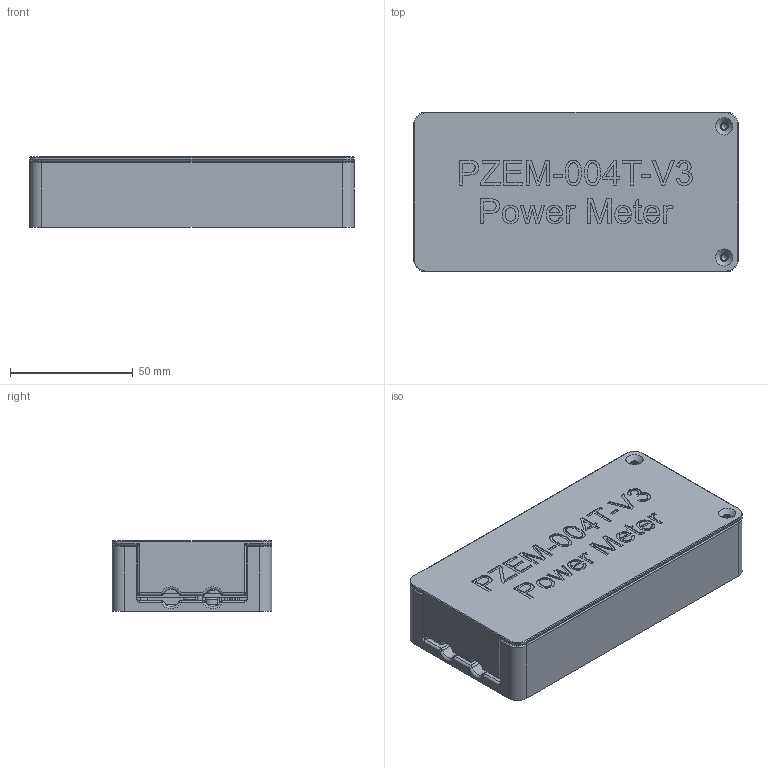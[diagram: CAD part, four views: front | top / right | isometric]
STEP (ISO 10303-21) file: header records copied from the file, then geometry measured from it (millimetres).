
FILE_DESCRIPTION(/* description */ (''),/* implementation_level */ '2;1');
FILE_NAME(/* name */ 'PZEM-004T-V3 case v19.step',/* time_stamp */ '2021-09-28T19:09:23+02:00',/* author */ (''),/* organization */ (''),/* preprocessor_version */ 'ST-DEVELOPER v18.1',/* originating_system */ 'Autodesk Translation Framework v10.10.0.1391',/* authorisation */ '');
FILE_SCHEMA (('AUTOMOTIVE_DESIGN { 1 0 10303 214 3 1 1 }'));
Products named in the file (5): PZEM-004T-V3 case; PZEM-004T-V3; SANMIM SM-PLG06A; ESP-M3; 94180A333
Assembly tree (8 placements, depth 2):
  PZEM-004T-V3 case
    PZEM-004T-V3
    SANMIM SM-PLG06A
    ESP-M3
    94180A333  x5
Bounding box: 132 x 64.8 x 28.8 mm (x, y, z)
Volume: 104167.8 mm3; surface area: 80582.1 mm2
Topology: 30 solids, 30 shells, 3010 faces, 8405 edges, 5615 vertices
Faces by surface type: bspline 1023, cylinder 914, plane 871, torus 149, cone 41, sphere 12
Full cylindrical faces by diameter (mm): 0.8 x29, 0.88 x6, 0.9 x12, 1.1 x14, 2.35 x50, 2.7 x1, 2.8 x8, 3 x60, 3.2 x8, 3.4 x10, 3.7 x2, 4.7 x10, 4.83 x5, 5 x8, 5.144 x1, 5.56 x5, 6.3 x1, 8 x1, 8.3 x3
Entity records: 75500 total; most frequent: CARTESIAN_POINT 26923, ORIENTED_EDGE 10642, DIRECTION 8804, EDGE_CURVE 5321, VERTEX_POINT 3591, AXIS2_PLACEMENT_3D 2941, LINE 2922, VECTOR 2922
